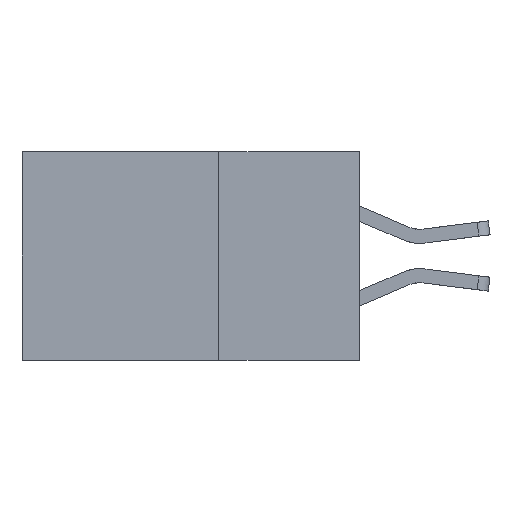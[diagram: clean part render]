
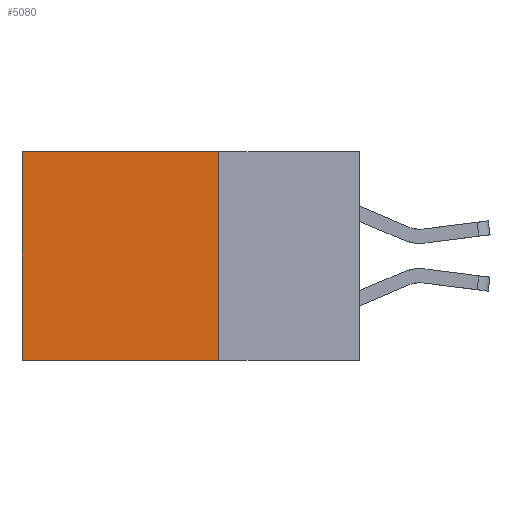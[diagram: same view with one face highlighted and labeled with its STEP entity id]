
A CAD part, left-side view. The second image highlights one B-rep face of the part: STEP entity #5080.
In plain terms, the highlighted planar face has unit normal (-1, 0, 0).
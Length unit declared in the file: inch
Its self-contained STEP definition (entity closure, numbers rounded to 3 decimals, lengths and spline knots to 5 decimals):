
#696 = EDGE_CURVE ( 'NONE', #4557, #8307, #4851, .T. ) ;
#744 = VERTEX_POINT ( 'NONE', #9051 ) ;
#831 = CARTESIAN_POINT ( 'NONE',  ( 0.2875, 0.6, -0.37 ) ) ;
#1398 = CARTESIAN_POINT ( 'NONE',  ( 0.2875, 0.25, 0. ) ) ;
#1622 = ORIENTED_EDGE ( 'NONE', *, *, #5096, .T. ) ;
#1785 = AXIS2_PLACEMENT_3D ( 'NONE', #7715, #2099, #7918 ) ;
#2099 = DIRECTION ( 'NONE',  ( 1., 0., 0. ) ) ;
#3628 = FACE_OUTER_BOUND ( 'NONE', #7560, .T. ) ;
#4557 = VERTEX_POINT ( 'NONE', #9896 ) ;
#4594 = LINE ( 'NONE', #5594, #10120 ) ;
#4660 = ORIENTED_EDGE ( 'NONE', *, *, #696, .F. ) ;
#4851 = LINE ( 'NONE', #5053, #8288 ) ;
#5053 = CARTESIAN_POINT ( 'NONE',  ( 0.2875, 0.25, 0. ) ) ;
#5060 = DIRECTION ( 'NONE',  ( 0., 1., 0. ) ) ;
#5080 = ADVANCED_FACE ( 'NONE', ( #3628 ), #6747, .F. ) ;
#5096 = EDGE_CURVE ( 'NONE', #4557, #744, #6886, .T. ) ;
#5162 = DIRECTION ( 'NONE',  ( 0., 0., -1. ) ) ;
#5594 = CARTESIAN_POINT ( 'NONE',  ( 0.2875, 0.25, -0.37 ) ) ;
#6747 = PLANE ( 'NONE',  #1785 ) ;
#6768 = CARTESIAN_POINT ( 'NONE',  ( 0.2875, 0.25, -0.37 ) ) ;
#6886 = LINE ( 'NONE', #1398, #7477 ) ;
#7457 = DIRECTION ( 'NONE',  ( 0., 1., 0. ) ) ;
#7477 = VECTOR ( 'NONE', #5060, 39.37008 ) ;
#7560 = EDGE_LOOP ( 'NONE', ( #11762, #11759, #4660, #1622 ) ) ;
#7715 = CARTESIAN_POINT ( 'NONE',  ( 0.2875, 0.25, 0. ) ) ;
#7918 = DIRECTION ( 'NONE',  ( 0., 0., -1. ) ) ;
#8288 = VECTOR ( 'NONE', #11716, 39.37008 ) ;
#8307 = VERTEX_POINT ( 'NONE', #6768 ) ;
#8815 = EDGE_CURVE ( 'NONE', #8307, #9163, #4594, .T. ) ;
#9042 = CARTESIAN_POINT ( 'NONE',  ( 0.2875, 0.6, 0. ) ) ;
#9051 = CARTESIAN_POINT ( 'NONE',  ( 0.2875, 0.6, 0. ) ) ;
#9163 = VERTEX_POINT ( 'NONE', #831 ) ;
#9311 = LINE ( 'NONE', #9042, #10660 ) ;
#9896 = CARTESIAN_POINT ( 'NONE',  ( 0.2875, 0.25, 0. ) ) ;
#10120 = VECTOR ( 'NONE', #7457, 39.37008 ) ;
#10660 = VECTOR ( 'NONE', #5162, 39.37008 ) ;
#11170 = EDGE_CURVE ( 'NONE', #744, #9163, #9311, .T. ) ;
#11716 = DIRECTION ( 'NONE',  ( 0., 0., -1. ) ) ;
#11759 = ORIENTED_EDGE ( 'NONE', *, *, #8815, .F. ) ;
#11762 = ORIENTED_EDGE ( 'NONE', *, *, #11170, .T. ) ;
